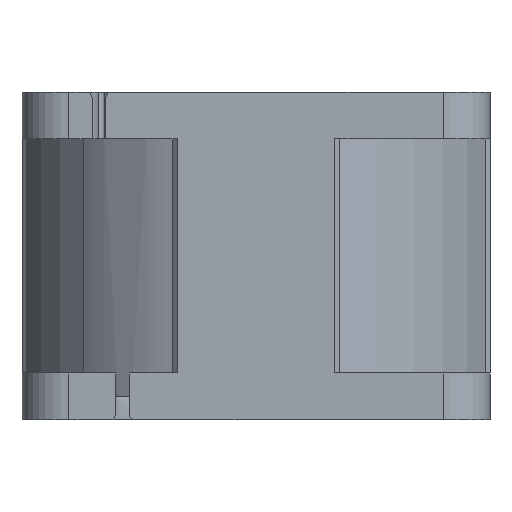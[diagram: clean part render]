
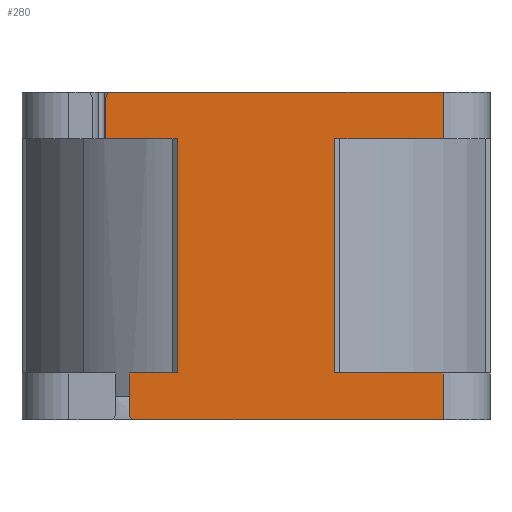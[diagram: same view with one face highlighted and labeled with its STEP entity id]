
A CAD part, front view. The second image highlights one B-rep face of the part: STEP entity #280.
In plain terms, the highlighted planar face has unit normal (0, -1, 0).
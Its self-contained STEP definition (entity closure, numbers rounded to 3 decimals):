
#162 = CARTESIAN_POINT ( 'NONE',  ( -10.35, -20., -7.8 ) ) ;
#280 = ADVANCED_FACE ( 'NONE', ( #3487 ), #12203, .F. ) ;
#472 = DIRECTION ( 'NONE',  ( 1., 0., 0. ) ) ;
#809 = VERTEX_POINT ( 'NONE', #5323 ) ;
#1043 = ORIENTED_EDGE ( 'NONE', *, *, #16190, .T. ) ;
#1182 = EDGE_CURVE ( 'NONE', #6591, #3528, #19740, .T. ) ;
#1206 = LINE ( 'NONE', #6511, #1467 ) ;
#1314 = DIRECTION ( 'NONE',  ( 0., 0., 1. ) ) ;
#1467 = VECTOR ( 'NONE', #8476, 1000. ) ;
#1575 = ORIENTED_EDGE ( 'NONE', *, *, #9813, .T. ) ;
#1579 = EDGE_CURVE ( 'NONE', #6569, #2354, #13721, .T. ) ;
#1732 = VECTOR ( 'NONE', #13153, 1000. ) ;
#2339 = DIRECTION ( 'NONE',  ( -1., 0., 0. ) ) ;
#2354 = VERTEX_POINT ( 'NONE', #13207 ) ;
#2411 = CARTESIAN_POINT ( 'NONE',  ( -6.75, -20., -3.8 ) ) ;
#2501 = LINE ( 'NONE', #18114, #1732 ) ;
#2978 = VERTEX_POINT ( 'NONE', #5419 ) ;
#3173 = EDGE_CURVE ( 'NONE', #3528, #809, #6687, .T. ) ;
#3343 = VERTEX_POINT ( 'NONE', #7657 ) ;
#3487 = FACE_OUTER_BOUND ( 'NONE', #16505, .T. ) ;
#3524 = DIRECTION ( 'NONE',  ( 0., 0., 1. ) ) ;
#3528 = VERTEX_POINT ( 'NONE', #7638 ) ;
#3548 = ORIENTED_EDGE ( 'NONE', *, *, #9545, .T. ) ;
#3834 = CARTESIAN_POINT ( 'NONE',  ( 16., -20., -7.8 ) ) ;
#3947 = EDGE_CURVE ( 'NONE', #7192, #13331, #6400, .T. ) ;
#4068 = CARTESIAN_POINT ( 'NONE',  ( 6.75, -20., 16.2 ) ) ;
#4125 = EDGE_CURVE ( 'NONE', #19810, #3343, #16417, .T. ) ;
#4201 = DIRECTION ( 'NONE',  ( 0., 1., 0. ) ) ;
#4369 = CARTESIAN_POINT ( 'NONE',  ( 6.75, -20., 16.2 ) ) ;
#4402 = LINE ( 'NONE', #7745, #8952 ) ;
#4557 = CARTESIAN_POINT ( 'NONE',  ( -12.35, -20., 20.2 ) ) ;
#4951 = CARTESIAN_POINT ( 'NONE',  ( -12.85, -20., 16.2 ) ) ;
#5051 = EDGE_CURVE ( 'NONE', #18987, #2978, #17148, .T. ) ;
#5323 = CARTESIAN_POINT ( 'NONE',  ( -10.85, -20., -3.8 ) ) ;
#5419 = CARTESIAN_POINT ( 'NONE',  ( 6.75, -20., -3.8 ) ) ;
#5596 = CARTESIAN_POINT ( 'NONE',  ( -12.35, -20., 19.7 ) ) ;
#5620 = DIRECTION ( 'NONE',  ( 1., 0., 0. ) ) ;
#6053 = ORIENTED_EDGE ( 'NONE', *, *, #14554, .F. ) ;
#6400 = LINE ( 'NONE', #6489, #18410 ) ;
#6489 = CARTESIAN_POINT ( 'NONE',  ( -12.85, -20., 16.2 ) ) ;
#6511 = CARTESIAN_POINT ( 'NONE',  ( 16., -20., -7.8 ) ) ;
#6569 = VERTEX_POINT ( 'NONE', #4557 ) ;
#6591 = VERTEX_POINT ( 'NONE', #15977 ) ;
#6598 = VECTOR ( 'NONE', #12067, 1000. ) ;
#6687 = LINE ( 'NONE', #2411, #10699 ) ;
#6803 = ORIENTED_EDGE ( 'NONE', *, *, #19276, .F. ) ;
#6832 = CARTESIAN_POINT ( 'NONE',  ( -10.35, -20., -7.3 ) ) ;
#6853 = EDGE_CURVE ( 'NONE', #14507, #18003, #8099, .T. ) ;
#7192 = VERTEX_POINT ( 'NONE', #4951 ) ;
#7375 = VECTOR ( 'NONE', #11551, 1000. ) ;
#7638 = CARTESIAN_POINT ( 'NONE',  ( -6.75, -20., -3.8 ) ) ;
#7657 = CARTESIAN_POINT ( 'NONE',  ( -10.85, -20., -7.3 ) ) ;
#7745 = CARTESIAN_POINT ( 'NONE',  ( 6.75, -20., 16.2 ) ) ;
#7754 = VECTOR ( 'NONE', #1314, 1000. ) ;
#7887 = ORIENTED_EDGE ( 'NONE', *, *, #1182, .T. ) ;
#8099 = LINE ( 'NONE', #4068, #6598 ) ;
#8409 = CARTESIAN_POINT ( 'NONE',  ( -12.35, -20., 20.2 ) ) ;
#8426 = CARTESIAN_POINT ( 'NONE',  ( -6.75, -20., 16.2 ) ) ;
#8476 = DIRECTION ( 'NONE',  ( -1., 0., 0. ) ) ;
#8944 = DIRECTION ( 'NONE',  ( 1., 0., 0. ) ) ;
#8952 = VECTOR ( 'NONE', #20534, 1000. ) ;
#9545 = EDGE_CURVE ( 'NONE', #7192, #6591, #11281, .T. ) ;
#9640 = ORIENTED_EDGE ( 'NONE', *, *, #1579, .F. ) ;
#9813 = EDGE_CURVE ( 'NONE', #13705, #18987, #2501, .T. ) ;
#10070 = DIRECTION ( 'NONE',  ( 0., 1., 0. ) ) ;
#10342 = DIRECTION ( 'NONE',  ( 0., 0., -1. ) ) ;
#10699 = VECTOR ( 'NONE', #2339, 1000. ) ;
#10905 = CARTESIAN_POINT ( 'NONE',  ( 16., -20., 16.2 ) ) ;
#11085 = DIRECTION ( 'NONE',  ( -1., 0., 0. ) ) ;
#11281 = LINE ( 'NONE', #20235, #13280 ) ;
#11456 = ORIENTED_EDGE ( 'NONE', *, *, #18412, .T. ) ;
#11551 = DIRECTION ( 'NONE',  ( 0., 0., -1. ) ) ;
#11696 = DIRECTION ( 'NONE',  ( 0., 0., -1. ) ) ;
#11887 = ORIENTED_EDGE ( 'NONE', *, *, #11901, .F. ) ;
#11901 = EDGE_CURVE ( 'NONE', #13331, #6569, #17189, .T. ) ;
#12067 = DIRECTION ( 'NONE',  ( 1., 0., 0. ) ) ;
#12203 = PLANE ( 'NONE',  #14337 ) ;
#12308 = ORIENTED_EDGE ( 'NONE', *, *, #3947, .F. ) ;
#12358 = CARTESIAN_POINT ( 'NONE',  ( -10.85, -20., -3.8 ) ) ;
#12922 = VECTOR ( 'NONE', #11085, 1000. ) ;
#13153 = DIRECTION ( 'NONE',  ( 0., 0., 1. ) ) ;
#13207 = CARTESIAN_POINT ( 'NONE',  ( 16., -20., 20.2 ) ) ;
#13280 = VECTOR ( 'NONE', #8944, 1000. ) ;
#13331 = VERTEX_POINT ( 'NONE', #15541 ) ;
#13356 = AXIS2_PLACEMENT_3D ( 'NONE', #5596, #18320, #15250 ) ;
#13472 = VECTOR ( 'NONE', #11696, 1000. ) ;
#13579 = ORIENTED_EDGE ( 'NONE', *, *, #6853, .T. ) ;
#13705 = VERTEX_POINT ( 'NONE', #3834 ) ;
#13721 = LINE ( 'NONE', #8409, #18964 ) ;
#13736 = CARTESIAN_POINT ( 'NONE',  ( 20., -20., 20.2 ) ) ;
#13910 = CARTESIAN_POINT ( 'NONE',  ( 16., -20., -3.8 ) ) ;
#13970 = ORIENTED_EDGE ( 'NONE', *, *, #4125, .F. ) ;
#14328 = CARTESIAN_POINT ( 'NONE',  ( 16., -20., 16.2 ) ) ;
#14337 = AXIS2_PLACEMENT_3D ( 'NONE', #13736, #4201, #5620 ) ;
#14507 = VERTEX_POINT ( 'NONE', #4369 ) ;
#14554 = EDGE_CURVE ( 'NONE', #14507, #2978, #4402, .T. ) ;
#15250 = DIRECTION ( 'NONE',  ( -1., 0., 0. ) ) ;
#15541 = CARTESIAN_POINT ( 'NONE',  ( -12.85, -20., 19.7 ) ) ;
#15977 = CARTESIAN_POINT ( 'NONE',  ( -6.75, -20., 16.2 ) ) ;
#16190 = EDGE_CURVE ( 'NONE', #809, #3343, #17859, .T. ) ;
#16417 = CIRCLE ( 'NONE', #20256, 0.5 ) ;
#16505 = EDGE_LOOP ( 'NONE', ( #6803, #1575, #17736, #6053, #13579, #11456, #9640, #11887, #12308, #3548, #7887, #18663, #1043, #13970 ) ) ;
#17148 = LINE ( 'NONE', #19192, #12922 ) ;
#17189 = CIRCLE ( 'NONE', #13356, 0.5 ) ;
#17736 = ORIENTED_EDGE ( 'NONE', *, *, #5051, .T. ) ;
#17859 = LINE ( 'NONE', #12358, #7375 ) ;
#18003 = VERTEX_POINT ( 'NONE', #10905 ) ;
#18114 = CARTESIAN_POINT ( 'NONE',  ( 16., -20., -7.8 ) ) ;
#18320 = DIRECTION ( 'NONE',  ( 0., 1., 0. ) ) ;
#18410 = VECTOR ( 'NONE', #3524, 1000. ) ;
#18412 = EDGE_CURVE ( 'NONE', #18003, #2354, #20506, .T. ) ;
#18663 = ORIENTED_EDGE ( 'NONE', *, *, #3173, .T. ) ;
#18964 = VECTOR ( 'NONE', #472, 1000. ) ;
#18987 = VERTEX_POINT ( 'NONE', #13910 ) ;
#19192 = CARTESIAN_POINT ( 'NONE',  ( 16., -20., -3.8 ) ) ;
#19276 = EDGE_CURVE ( 'NONE', #13705, #19810, #1206, .T. ) ;
#19740 = LINE ( 'NONE', #8426, #13472 ) ;
#19810 = VERTEX_POINT ( 'NONE', #162 ) ;
#20235 = CARTESIAN_POINT ( 'NONE',  ( -12.85, -20., 16.2 ) ) ;
#20256 = AXIS2_PLACEMENT_3D ( 'NONE', #6832, #10070, #10342 ) ;
#20506 = LINE ( 'NONE', #14328, #7754 ) ;
#20534 = DIRECTION ( 'NONE',  ( 0., 0., -1. ) ) ;
